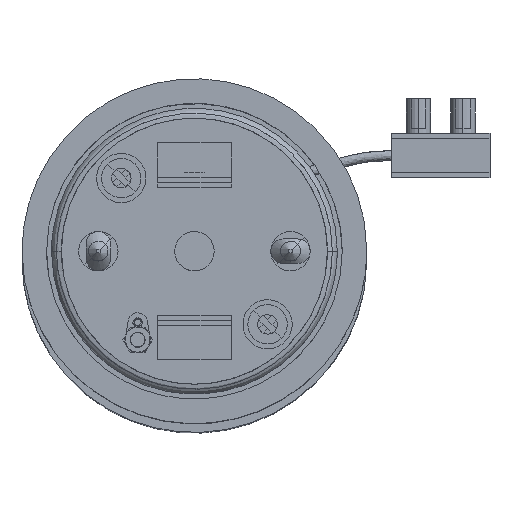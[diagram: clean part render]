
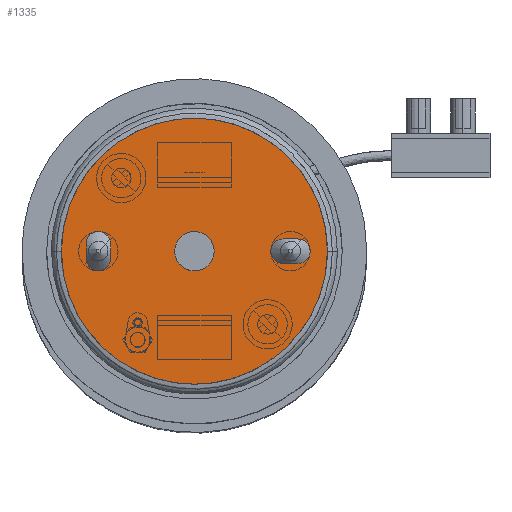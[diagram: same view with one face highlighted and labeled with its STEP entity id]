
A CAD part, top view. The second image highlights one B-rep face of the part: STEP entity #1335.
In plain terms, the highlighted planar face has unit normal (0, 0, 1).
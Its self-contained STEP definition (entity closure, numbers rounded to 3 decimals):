
#104=FACE_BOUND('',#2480,.T.);
#105=FACE_BOUND('',#2481,.T.);
#106=FACE_BOUND('',#2482,.T.);
#618=B_SPLINE_CURVE_WITH_KNOTS('',1,(#13886,#13887),.UNSPECIFIED.,.F.,.F.,
(2,2),(-1.5,1.5),.UNSPECIFIED.);
#621=B_SPLINE_CURVE_WITH_KNOTS('',1,(#13922,#13923),.UNSPECIFIED.,.F.,.F.,
(2,2),(-21.,-18.),.UNSPECIFIED.);
#622=B_SPLINE_CURVE_WITH_KNOTS('',1,(#13929,#13930),.UNSPECIFIED.,.F.,.F.,
(2,2),(18.,21.),.UNSPECIFIED.);
#1335=ADVANCED_FACE('',(#1883,#104,#105,#106),#8070,.T.);
#1883=FACE_OUTER_BOUND('',#2479,.T.);
#2479=EDGE_LOOP('',(#4269,#4270));
#2480=EDGE_LOOP('',(#4271,#4272,#4273,#4274));
#2481=EDGE_LOOP('',(#4275,#4276));
#2482=EDGE_LOOP('',(#4277,#4278,#4279,#4280));
#4269=ORIENTED_EDGE('',*,*,#5961,.T.);
#4270=ORIENTED_EDGE('',*,*,#5993,.T.);
#4271=ORIENTED_EDGE('',*,*,#5969,.T.);
#4272=ORIENTED_EDGE('',*,*,#5968,.T.);
#4273=ORIENTED_EDGE('',*,*,#5967,.T.);
#4274=ORIENTED_EDGE('',*,*,#5966,.T.);
#4275=ORIENTED_EDGE('',*,*,#5975,.T.);
#4276=ORIENTED_EDGE('',*,*,#5996,.T.);
#4277=ORIENTED_EDGE('',*,*,#5984,.T.);
#4278=ORIENTED_EDGE('',*,*,#5983,.T.);
#4279=ORIENTED_EDGE('',*,*,#5982,.T.);
#4280=ORIENTED_EDGE('',*,*,#5981,.T.);
#5961=EDGE_CURVE('',#7568,#7589,#6738,.T.);
#5966=EDGE_CURVE('',#7573,#7574,#6742,.T.);
#5967=EDGE_CURVE('',#7575,#7573,#6743,.T.);
#5968=EDGE_CURVE('',#7576,#7575,#6744,.T.);
#5969=EDGE_CURVE('',#7574,#7576,#618,.T.);
#5975=EDGE_CURVE('',#7578,#7591,#6750,.T.);
#5981=EDGE_CURVE('',#7583,#7584,#621,.T.);
#5982=EDGE_CURVE('',#7585,#7583,#6754,.T.);
#5983=EDGE_CURVE('',#7586,#7585,#622,.T.);
#5984=EDGE_CURVE('',#7584,#7586,#6755,.T.);
#5993=EDGE_CURVE('',#7589,#7568,#6764,.T.);
#5996=EDGE_CURVE('',#7591,#7578,#6767,.T.);
#6738=(
BOUNDED_CURVE()
B_SPLINE_CURVE(2,(#13853,#13854,#13855,#13856,#13857),.UNSPECIFIED.,.F.,
 .F.)
B_SPLINE_CURVE_WITH_KNOTS((3,2,3),(0.,42.411,84.822),
 .UNSPECIFIED.)
CURVE()
GEOMETRIC_REPRESENTATION_ITEM()
RATIONAL_B_SPLINE_CURVE((1.,0.707,1.,0.707,1.))
REPRESENTATION_ITEM('')
);
#6742=(
BOUNDED_CURVE()
B_SPLINE_CURVE(2,(#13873,#13874,#13875,#13876,#13877),.UNSPECIFIED.,.F.,
 .F.)
B_SPLINE_CURVE_WITH_KNOTS((3,2,3),(36.489,40.416,44.343),
 .UNSPECIFIED.)
CURVE()
GEOMETRIC_REPRESENTATION_ITEM()
RATIONAL_B_SPLINE_CURVE((1.,0.707,1.,0.707,1.))
REPRESENTATION_ITEM('')
);
#6743=(
BOUNDED_CURVE()
B_SPLINE_CURVE(2,(#13878,#13879,#13880),.UNSPECIFIED.,.F.,.F.)
B_SPLINE_CURVE_WITH_KNOTS((3,3),(33.489,36.489),
 .UNSPECIFIED.)
CURVE()
GEOMETRIC_REPRESENTATION_ITEM()
RATIONAL_B_SPLINE_CURVE((1.,1.,1.))
REPRESENTATION_ITEM('')
);
#6744=(
BOUNDED_CURVE()
B_SPLINE_CURVE(2,(#13881,#13882,#13883,#13884,#13885),.UNSPECIFIED.,.F.,
 .F.)
B_SPLINE_CURVE_WITH_KNOTS((3,2,3),(25.635,29.562,33.489),
 .UNSPECIFIED.)
CURVE()
GEOMETRIC_REPRESENTATION_ITEM()
RATIONAL_B_SPLINE_CURVE((1.,0.707,1.,0.707,1.))
REPRESENTATION_ITEM('')
);
#6750=(
BOUNDED_CURVE()
B_SPLINE_CURVE(2,(#13901,#13902,#13903,#13904,#13905),.UNSPECIFIED.,.F.,
 .F.)
B_SPLINE_CURVE_WITH_KNOTS((3,2,3),(-56.549,-42.412,
-28.274),.UNSPECIFIED.)
CURVE()
GEOMETRIC_REPRESENTATION_ITEM()
RATIONAL_B_SPLINE_CURVE((1.,0.707,1.,0.707,1.))
REPRESENTATION_ITEM('')
);
#6754=(
BOUNDED_CURVE()
B_SPLINE_CURVE(2,(#13924,#13925,#13926,#13927,#13928),.UNSPECIFIED.,.F.,
 .F.)
B_SPLINE_CURVE_WITH_KNOTS((3,2,3),(-33.489,-29.562,
-25.635),.UNSPECIFIED.)
CURVE()
GEOMETRIC_REPRESENTATION_ITEM()
RATIONAL_B_SPLINE_CURVE((1.,0.707,1.,0.707,1.))
REPRESENTATION_ITEM('')
);
#6755=(
BOUNDED_CURVE()
B_SPLINE_CURVE(2,(#13931,#13932,#13933,#13934,#13935),.UNSPECIFIED.,.F.,
 .F.)
B_SPLINE_CURVE_WITH_KNOTS((3,2,3),(-44.343,-40.416,-36.489),
 .UNSPECIFIED.)
CURVE()
GEOMETRIC_REPRESENTATION_ITEM()
RATIONAL_B_SPLINE_CURVE((1.,0.707,1.,0.707,1.))
REPRESENTATION_ITEM('')
);
#6764=(
BOUNDED_CURVE()
B_SPLINE_CURVE(2,(#13959,#13960,#13961,#13962,#13963),.UNSPECIFIED.,.F.,
 .F.)
B_SPLINE_CURVE_WITH_KNOTS((3,2,3),(84.822,127.234,169.645),
 .UNSPECIFIED.)
CURVE()
GEOMETRIC_REPRESENTATION_ITEM()
RATIONAL_B_SPLINE_CURVE((1.,0.707,1.,0.707,1.))
REPRESENTATION_ITEM('')
);
#6767=(
BOUNDED_CURVE()
B_SPLINE_CURVE(2,(#13971,#13972,#13973,#13974,#13975),.UNSPECIFIED.,.F.,
 .F.)
B_SPLINE_CURVE_WITH_KNOTS((3,2,3),(-28.274,-14.137,
0.),.UNSPECIFIED.)
CURVE()
GEOMETRIC_REPRESENTATION_ITEM()
RATIONAL_B_SPLINE_CURVE((1.,0.707,1.,0.707,1.))
REPRESENTATION_ITEM('')
);
#7568=VERTEX_POINT('',#13774);
#7573=VERTEX_POINT('',#13779);
#7574=VERTEX_POINT('',#13780);
#7575=VERTEX_POINT('',#13781);
#7576=VERTEX_POINT('',#13782);
#7578=VERTEX_POINT('',#13784);
#7583=VERTEX_POINT('',#13789);
#7584=VERTEX_POINT('',#13790);
#7585=VERTEX_POINT('',#13791);
#7586=VERTEX_POINT('',#13792);
#7589=VERTEX_POINT('',#13795);
#7591=VERTEX_POINT('',#13797);
#8070=PLANE('',#8608);
#8608=AXIS2_PLACEMENT_3D('',#13724,#9046,$);
#9046=DIRECTION('',(0.,0.,1.));
#13724=CARTESIAN_POINT('',(27.,27.,1112.797));
#13774=CARTESIAN_POINT('',(-27.,0.,1112.797));
#13779=CARTESIAN_POINT('',(-22.,1.5,1112.797));
#13780=CARTESIAN_POINT('',(-17.,1.5,1112.797));
#13781=CARTESIAN_POINT('',(-22.,-1.5,1112.797));
#13782=CARTESIAN_POINT('',(-17.,-1.5,1112.797));
#13784=CARTESIAN_POINT('',(-4.,0.,1112.797));
#13789=CARTESIAN_POINT('',(21.,-2.5,1112.797));
#13790=CARTESIAN_POINT('',(18.,-2.5,1112.797));
#13791=CARTESIAN_POINT('',(21.,2.5,1112.797));
#13792=CARTESIAN_POINT('',(18.,2.5,1112.797));
#13795=CARTESIAN_POINT('',(27.,0.,1112.797));
#13797=CARTESIAN_POINT('',(4.,0.,1112.797));
#13853=CARTESIAN_POINT('',(-27.,0.,1112.797));
#13854=CARTESIAN_POINT('',(-27.,-27.,1112.797));
#13855=CARTESIAN_POINT('',(0.,-27.,1112.797));
#13856=CARTESIAN_POINT('',(27.,-27.,1112.797));
#13857=CARTESIAN_POINT('',(27.,0.,1112.797));
#13873=CARTESIAN_POINT('',(-22.,1.5,1112.797));
#13874=CARTESIAN_POINT('',(-22.,4.,1112.797));
#13875=CARTESIAN_POINT('',(-19.5,4.,1112.797));
#13876=CARTESIAN_POINT('',(-17.,4.,1112.797));
#13877=CARTESIAN_POINT('',(-17.,1.5,1112.797));
#13878=CARTESIAN_POINT('',(-22.,-1.5,1112.797));
#13879=CARTESIAN_POINT('',(-22.,0.,1112.797));
#13880=CARTESIAN_POINT('',(-22.,1.5,1112.797));
#13881=CARTESIAN_POINT('',(-17.,-1.5,1112.797));
#13882=CARTESIAN_POINT('',(-17.,-4.,1112.797));
#13883=CARTESIAN_POINT('',(-19.5,-4.,1112.797));
#13884=CARTESIAN_POINT('',(-22.,-4.,1112.797));
#13885=CARTESIAN_POINT('',(-22.,-1.5,1112.797));
#13886=CARTESIAN_POINT('',(-17.,1.5,1112.797));
#13887=CARTESIAN_POINT('',(-17.,-1.5,1112.797));
#13901=CARTESIAN_POINT('',(-4.,0.,1112.797));
#13902=CARTESIAN_POINT('',(-4.,4.,1112.797));
#13903=CARTESIAN_POINT('',(0.,4.,1112.797));
#13904=CARTESIAN_POINT('',(4.,4.,1112.797));
#13905=CARTESIAN_POINT('',(4.,0.,1112.797));
#13922=CARTESIAN_POINT('',(21.,-2.5,1112.797));
#13923=CARTESIAN_POINT('',(18.,-2.5,1112.797));
#13924=CARTESIAN_POINT('',(21.,2.5,1112.797));
#13925=CARTESIAN_POINT('',(23.5,2.5,1112.797));
#13926=CARTESIAN_POINT('',(23.5,0.,1112.797));
#13927=CARTESIAN_POINT('',(23.5,-2.5,1112.797));
#13928=CARTESIAN_POINT('',(21.,-2.5,1112.797));
#13929=CARTESIAN_POINT('',(18.,2.5,1112.797));
#13930=CARTESIAN_POINT('',(21.,2.5,1112.797));
#13931=CARTESIAN_POINT('',(18.,-2.5,1112.797));
#13932=CARTESIAN_POINT('',(15.5,-2.5,1112.797));
#13933=CARTESIAN_POINT('',(15.5,0.,1112.797));
#13934=CARTESIAN_POINT('',(15.5,2.5,1112.797));
#13935=CARTESIAN_POINT('',(18.,2.5,1112.797));
#13959=CARTESIAN_POINT('',(27.,0.,1112.797));
#13960=CARTESIAN_POINT('',(27.,27.,1112.797));
#13961=CARTESIAN_POINT('',(0.,27.,1112.797));
#13962=CARTESIAN_POINT('',(-27.,27.,1112.797));
#13963=CARTESIAN_POINT('',(-27.,0.,1112.797));
#13971=CARTESIAN_POINT('',(4.,0.,1112.797));
#13972=CARTESIAN_POINT('',(4.,-4.,1112.797));
#13973=CARTESIAN_POINT('',(0.,-4.,1112.797));
#13974=CARTESIAN_POINT('',(-4.,-4.,1112.797));
#13975=CARTESIAN_POINT('',(-4.,0.,1112.797));
